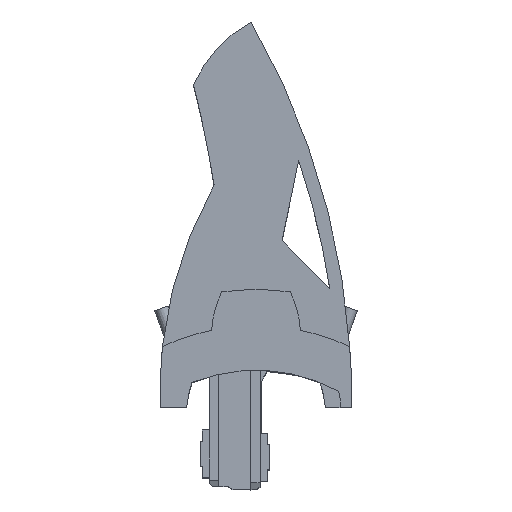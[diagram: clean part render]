
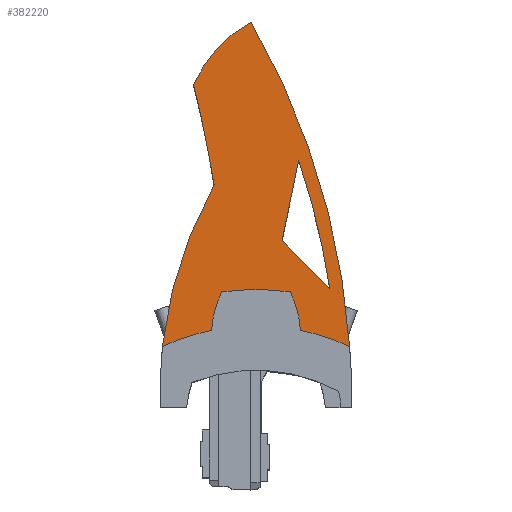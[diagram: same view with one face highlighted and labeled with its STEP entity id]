
A CAD part, top view. The second image highlights one B-rep face of the part: STEP entity #382220.
In plain terms, the highlighted face is planar.
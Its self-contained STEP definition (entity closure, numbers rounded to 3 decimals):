
#256440=CARTESIAN_POINT('',(-27.801,-204.237,
-12.225));
#256450=VERTEX_POINT('',#256440);
#256480=CARTESIAN_POINT('',(-541.952,-75.596,
-12.225));
#256490=DIRECTION('',(0.,0.,-1.));
#256500=DIRECTION('',(-0.984,-0.179,
0.));
#256510=AXIS2_PLACEMENT_3D('',#256480,#256490,#256500);
#256520=CIRCLE('',#256510,530.);
#256530=CARTESIAN_POINT('',(-18.657,-159.631,
-12.225));
#256540=VERTEX_POINT('',#256530);
#256550=EDGE_CURVE('',#256540,#256450,#256520,.T.);
#261610=CARTESIAN_POINT('',(0.,1.,
-12.225));
#261620=DIRECTION('',(0.,0.,-1.));
#261630=DIRECTION('',(1.,0.,0.));
#261640=AXIS2_PLACEMENT_3D('',#261610,#261620,#261630);
#261650=CIRCLE('',#261640,98.);
#261660=CARTESIAN_POINT('',(-19.765,-94.986,
-12.225));
#261670=VERTEX_POINT('',#261660);
#261680=CARTESIAN_POINT('',(-41.642,-87.713,
-12.225));
#261690=VERTEX_POINT('',#261680);
#261700=EDGE_CURVE('',#261670,#261690,#261650,.T.);
#265140=CARTESIAN_POINT('',(18.976,-170.693,
-12.225));
#265150=VERTEX_POINT('',#265140);
#265230=CARTESIAN_POINT('',(11.589,-134.727,
-12.225));
#265240=VERTEX_POINT('',#265230);
#265270=CARTESIAN_POINT('',(-0.099,-77.814,
-12.225));
#265280=DIRECTION('',(-0.201,0.98,
0.));
#265290=VECTOR('',#265280,1.);
#265300=LINE('',#265270,#265290);
#265310=EDGE_CURVE('',#265150,#265240,#265300,.T.);
#276570=CARTESIAN_POINT('',(-24.358,-92.38,
-12.225));
#276580=DIRECTION('',(0.,0.,1.));
#276590=DIRECTION('',(-1.,0.,0.));
#276600=AXIS2_PLACEMENT_3D('',#276570,#276580,#276590);
#276610=CIRCLE('',#276600,44.2);
#276620=CARTESIAN_POINT('',(15.217,-112.064,
-12.225));
#276630=VERTEX_POINT('',#276620);
#276640=CARTESIAN_POINT('',(19.765,-94.986,
-12.225));
#276650=VERTEX_POINT('',#276640);
#276660=EDGE_CURVE('',#276630,#276650,#276610,.T.);
#370840=CARTESIAN_POINT('',(-2.168,-232.135,
-12.225));
#370850=VERTEX_POINT('',#370840);
#370880=CARTESIAN_POINT('',(26.471,-180.095,
-12.225));
#370890=DIRECTION('',(0.,0.,-1.));
#370900=DIRECTION('',(-0.984,-0.179,
0.));
#370910=AXIS2_PLACEMENT_3D('',#370880,#370890,#370900);
#370920=CIRCLE('',#370910,59.4);
#370930=EDGE_CURVE('',#370850,#256450,#370920,.T.);
#381390=CARTESIAN_POINT('',(41.642,-87.713,
-12.225));
#381400=VERTEX_POINT('',#381390);
#381450=CARTESIAN_POINT('',(0.,1.,
-12.225));
#381460=DIRECTION('',(0.,0.,-1.));
#381470=DIRECTION('',(1.,0.,0.));
#381480=AXIS2_PLACEMENT_3D('',#381450,#381460,#381470);
#381490=CIRCLE('',#381480,98.);
#381500=EDGE_CURVE('',#381400,#276650,#381490,.T.);
#381620=CARTESIAN_POINT('',(27.227,-157.963,
-12.225));
#381630=DIRECTION('',(0.,0.,1.));
#381640=DIRECTION('',(-1.,0.,0.));
#381650=AXIS2_PLACEMENT_3D('',#381620,#381630,#381640);
#381660=PLANE('',#381650);
#381670=ORIENTED_EDGE('',*,*,#265310,.F.);
#381680=CARTESIAN_POINT('',(4.594,-141.722,
-12.225));
#381690=DIRECTION('',(0.707,0.707,
0.));
#381700=VECTOR('',#381690,1.);
#381710=LINE('',#381680,#381700);
#381720=CARTESIAN_POINT('',(32.805,-113.511,
-12.225));
#381730=VERTEX_POINT('',#381720);
#381740=EDGE_CURVE('',#265240,#381730,#381710,.T.);
#381750=ORIENTED_EDGE('',*,*,#381740,.F.);
#381760=CARTESIAN_POINT('',(-294.269,-64.672,
-12.225));
#381770=DIRECTION('',(0.,0.,-1.));
#381780=DIRECTION('',(-0.984,-0.179,
0.));
#381790=AXIS2_PLACEMENT_3D('',#381760,#381770,#381780);
#381800=CIRCLE('',#381790,330.7);
#381810=EDGE_CURVE('',#381730,#265150,#381800,.T.);
#381820=ORIENTED_EDGE('',*,*,#381810,.F.);
#381830=EDGE_LOOP('',(#381820,#381750,#381670));
#381840=FACE_BOUND('',#381830,.T.);
#381850=ORIENTED_EDGE('',*,*,#381500,.F.);
#381860=ORIENTED_EDGE('',*,*,#276660,.T.);
#381870=CARTESIAN_POINT('',(0.,8.479,
-12.225));
#381880=DIRECTION('',(0.,0.,1.));
#381890=DIRECTION('',(1.,0.,0.));
#381900=AXIS2_PLACEMENT_3D('',#381870,#381880,#381890);
#381910=CIRCLE('',#381900,121.5);
#381920=CARTESIAN_POINT('',(-15.217,-112.064,
-12.225));
#381930=VERTEX_POINT('',#381920);
#381940=EDGE_CURVE('',#381930,#276630,#381910,.T.);
#381950=ORIENTED_EDGE('',*,*,#381940,.T.);
#381960=CARTESIAN_POINT('',(24.358,-92.38,
-12.225));
#381970=DIRECTION('',(0.,0.,-1.));
#381980=DIRECTION('',(1.,0.,0.));
#381990=AXIS2_PLACEMENT_3D('',#381960,#381970,#381980);
#382000=CIRCLE('',#381990,44.2);
#382010=EDGE_CURVE('',#381930,#261670,#382000,.T.);
#382020=ORIENTED_EDGE('',*,*,#382010,.F.);
#382030=ORIENTED_EDGE('',*,*,#261700,.F.);
#382040=CARTESIAN_POINT('',(147.321,-66.953,
-12.225));
#382050=DIRECTION('',(0.,0.,-1.));
#382060=DIRECTION('',(-0.984,-0.179,
0.));
#382070=AXIS2_PLACEMENT_3D('',#382040,#382050,#382060);
#382080=CIRCLE('',#382070,190.1);
#382090=EDGE_CURVE('',#256540,#261690,#382080,.T.);
#382100=ORIENTED_EDGE('',*,*,#382090,.T.);
#382110=ORIENTED_EDGE('',*,*,#256550,.F.);
#382120=ORIENTED_EDGE('',*,*,#370930,.T.);
#382130=CARTESIAN_POINT('',(-294.269,-64.672,
-12.225));
#382140=DIRECTION('',(0.,0.,-1.));
#382150=DIRECTION('',(-0.984,-0.179,
0.));
#382160=AXIS2_PLACEMENT_3D('',#382130,#382140,#382150);
#382170=CIRCLE('',#382160,336.7);
#382180=EDGE_CURVE('',#381400,#370850,#382170,.T.);
#382190=ORIENTED_EDGE('',*,*,#382180,.T.);
#382200=EDGE_LOOP('',(#382190,#382120,#382110,#382100,#382030,#382020,
#381950,#381860,#381850));
#382210=FACE_OUTER_BOUND('',#382200,.T.);
#382220=ADVANCED_FACE('',(#381840,#382210),#381660,.F.);
